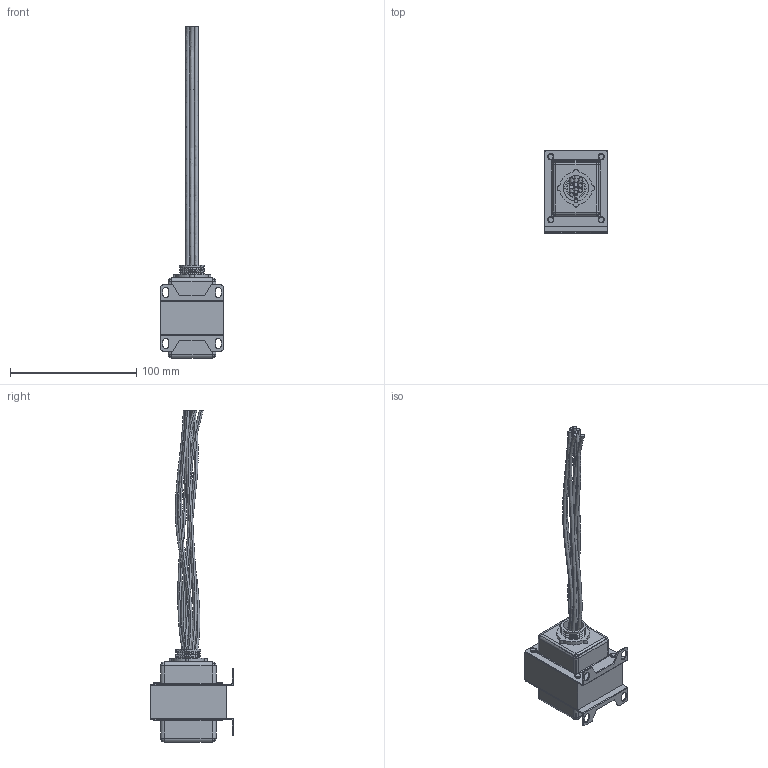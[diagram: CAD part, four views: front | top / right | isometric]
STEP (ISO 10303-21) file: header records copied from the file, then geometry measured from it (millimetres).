
FILE_DESCRIPTION (( 'STEP AP214' ), '1' );
FILE_NAME ('4946 ASSEMBLY DRAWING.STEP', '2024-05-28T04:02:18', ( '' ), ( '' ), 'SwSTEP 2.0', 'SolidWorks 2022', '' );
FILE_SCHEMA (( 'AUTOMOTIVE_DESIGN' ));
Length unit declared in the file: inch
Products named in the file (1): 4946 ASSEMBLY DRAWING
Bounding box: 50 x 65.91 x 263.36 mm (x, y, z)
Volume: 86769.2 mm3; surface area: 58452.4 mm2
Topology: 16 solids, 16 shells, 371 faces, 864 edges, 510 vertices
Faces by surface type: cylinder 176, plane 111, bspline 34, torus 24, sphere 16, cone 10
Entity records: 18706 total; most frequent: CARTESIAN_POINT 5395, DIRECTION 1786, ORIENTED_EDGE 1664, EDGE_CURVE 832, AXIS2_PLACEMENT_3D 706, VERTEX_POINT 510, EDGE_LOOP 428, UNCERTAINTY_MEASURE_WITH_UNIT 389
